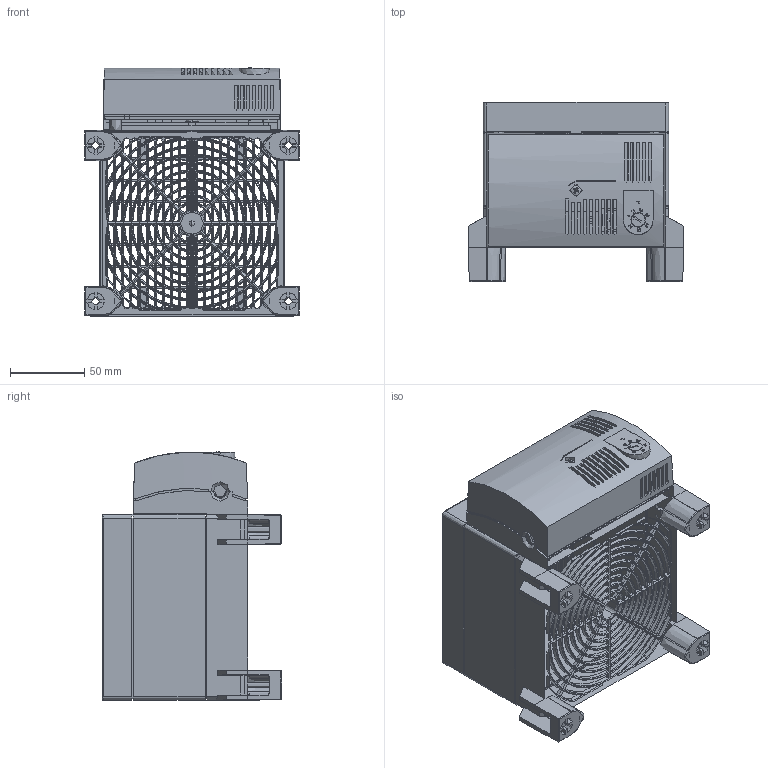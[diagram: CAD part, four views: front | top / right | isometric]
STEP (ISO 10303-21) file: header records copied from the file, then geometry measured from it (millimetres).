
FILE_DESCRIPTION (( 'STEP AP214' ), '1' );
FILE_NAME ('03060.0-00_Heizgeblaese_1200W.STEP', '2011-12-20T09:39:27', ( 'Nutzer' ), ( '' ), 'SwSTEP 2.0', 'SolidWorks 2011', '' );
FILE_SCHEMA (( 'AUTOMOTIVE_DESIGN' ));
Length unit declared in the file: millimetre
Products named in the file (1): 03060.0-00_Heizgeblaese_1200W
Bounding box: 145 x 121 x 167.65 mm (x, y, z)
Surface area: 167619.8 mm2 (no closed solid volume)
Topology: 0 solids, 38 shells, 3492 faces, 12401 edges, 8361 vertices
Faces by surface type: plane 1236, bspline 949, cylinder 676, cone 477, torus 150, sphere 4
Entity records: 255095 total; most frequent: CARTESIAN_POINT 130199, ORIENTED_EDGE 18469, DIRECTION 13123, EDGE_CURVE 12115, VERTEX_POINT 8361, LINE 4923, VECTOR 4923, B_SPLINE_CURVE_WITH_KNOTS 4554
